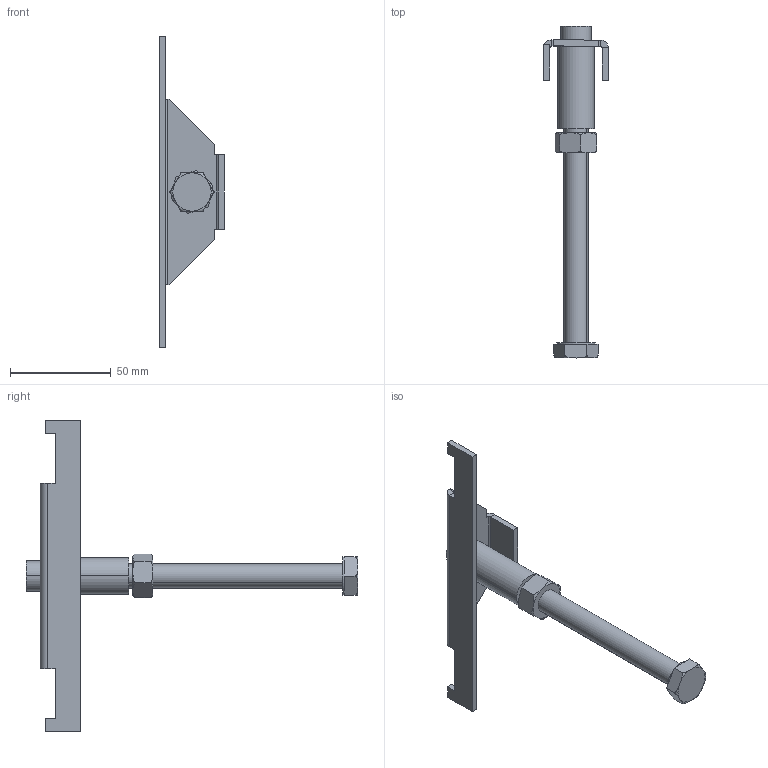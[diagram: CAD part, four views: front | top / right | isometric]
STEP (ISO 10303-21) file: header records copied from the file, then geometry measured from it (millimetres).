
FILE_DESCRIPTION (( 'STEP AP214' ), '1' );
FILE_NAME ('7410583_KSTP1.stp', '2017-09-15T11:32:02', ( '' ), ( '' ), 'SwSTEP 2.0', 'SolidWorks 2016', '' );
FILE_SCHEMA (( 'AUTOMOTIVE_DESIGN' ));
Length unit declared in the file: millimetre
Products named in the file (5): 05078891_Standard; 35010088_Standard; 001195_Standard; 001194_Standard; 7410583_KSTP1
Assembly tree (4 placements, depth 2):
  7410583_KSTP1
    001194_Standard
    001195_Standard
    35010088_Standard
    05078891_Standard
Bounding box: 32 x 165 x 155 mm (x, y, z)
Volume: 43669.2 mm3; surface area: 24168.7 mm2
Topology: 4 solids, 4 shells, 97 faces, 214 edges, 128 vertices
Faces by surface type: plane 59, cylinder 18, cone 14, torus 6
Entity records: 3098 total; most frequent: CARTESIAN_POINT 794, DIRECTION 446, ORIENTED_EDGE 428, EDGE_CURVE 214, AXIS2_PLACEMENT_3D 164, VERTEX_POINT 128, VECTOR 118, LINE 118
